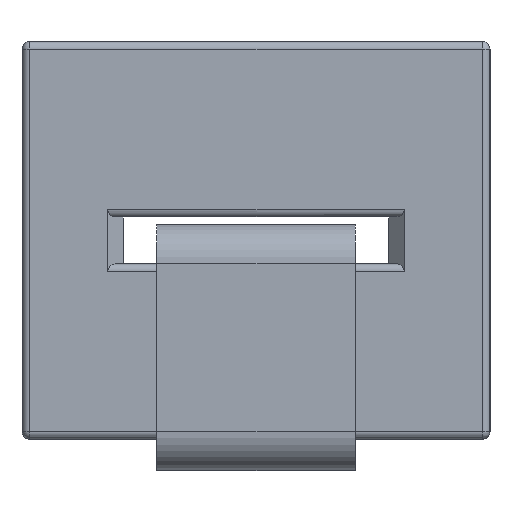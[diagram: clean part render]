
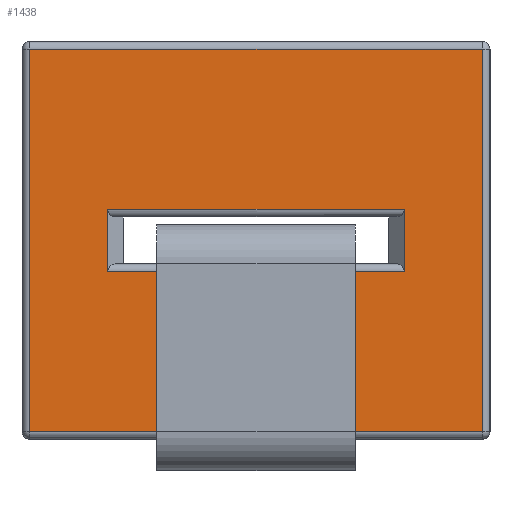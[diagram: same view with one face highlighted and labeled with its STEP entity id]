
A CAD part, left-side view. The second image highlights one B-rep face of the part: STEP entity #1438.
In plain terms, the highlighted planar face has unit normal (-1, 0, 0).
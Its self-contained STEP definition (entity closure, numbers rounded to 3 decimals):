
#127=ORIENTED_EDGE('',*,*,#435,.F.);
#128=ORIENTED_EDGE('',*,*,#429,.F.);
#129=ORIENTED_EDGE('',*,*,#436,.T.);
#130=ORIENTED_EDGE('',*,*,#437,.T.);
#131=ORIENTED_EDGE('',*,*,#438,.F.);
#132=ORIENTED_EDGE('',*,*,#439,.F.);
#133=ORIENTED_EDGE('',*,*,#440,.T.);
#134=ORIENTED_EDGE('',*,*,#441,.T.);
#135=ORIENTED_EDGE('',*,*,#442,.T.);
#136=ORIENTED_EDGE('',*,*,#443,.T.);
#137=ORIENTED_EDGE('',*,*,#444,.T.);
#138=ORIENTED_EDGE('',*,*,#445,.T.);
#429=EDGE_CURVE('',#584,#585,#678,.T.);
#435=EDGE_CURVE('',#585,#588,#680,.T.);
#436=EDGE_CURVE('',#584,#589,#681,.T.);
#437=EDGE_CURVE('',#589,#590,#682,.T.);
#438=EDGE_CURVE('',#591,#590,#683,.T.);
#439=EDGE_CURVE('',#592,#591,#684,.T.);
#440=EDGE_CURVE('',#592,#593,#685,.T.);
#441=EDGE_CURVE('',#593,#594,#686,.T.);
#442=EDGE_CURVE('',#594,#595,#687,.T.);
#443=EDGE_CURVE('',#595,#596,#688,.T.);
#444=EDGE_CURVE('',#596,#597,#689,.T.);
#445=EDGE_CURVE('',#597,#588,#690,.T.);
#584=VERTEX_POINT('',#1966);
#585=VERTEX_POINT('',#1967);
#588=VERTEX_POINT('',#1978);
#589=VERTEX_POINT('',#1980);
#590=VERTEX_POINT('',#1982);
#591=VERTEX_POINT('',#1984);
#592=VERTEX_POINT('',#1986);
#593=VERTEX_POINT('',#1988);
#594=VERTEX_POINT('',#1990);
#595=VERTEX_POINT('',#1992);
#596=VERTEX_POINT('',#1994);
#597=VERTEX_POINT('',#1996);
#678=LINE('',#1965,#783);
#680=LINE('',#1977,#785);
#681=LINE('',#1979,#786);
#682=LINE('',#1981,#787);
#683=LINE('',#1983,#788);
#684=LINE('',#1985,#789);
#685=LINE('',#1987,#790);
#686=LINE('',#1989,#791);
#687=LINE('',#1991,#792);
#688=LINE('',#1993,#793);
#689=LINE('',#1995,#794);
#690=LINE('',#1997,#795);
#783=VECTOR('',#1629,1000.);
#785=VECTOR('',#1643,1000.);
#786=VECTOR('',#1644,1000.);
#787=VECTOR('',#1645,1000.);
#788=VECTOR('',#1646,1000.);
#789=VECTOR('',#1647,1000.);
#790=VECTOR('',#1648,1000.);
#791=VECTOR('',#1649,1000.);
#792=VECTOR('',#1650,1000.);
#793=VECTOR('',#1651,1000.);
#794=VECTOR('',#1652,1000.);
#795=VECTOR('',#1653,1000.);
#879=EDGE_LOOP('',(#127,#128,#129,#130,#131,#132,#133,#134,#135,#136,#137,
#138));
#938=FACE_BOUND('',#879,.T.);
#995=PLANE('',#1508);
#1438=ADVANCED_FACE('',(#938),#995,.F.);
#1508=AXIS2_PLACEMENT_3D('',#1976,#1641,#1642);
#1629=DIRECTION('',(0.,-1.,0.));
#1641=DIRECTION('',(1.,0.,0.));
#1642=DIRECTION('',(0.,0.,-1.));
#1643=DIRECTION('',(0.,0.,-1.));
#1644=DIRECTION('',(0.,0.,-1.));
#1645=DIRECTION('',(0.,-1.,0.));
#1646=DIRECTION('',(0.,0.,-1.));
#1647=DIRECTION('',(0.,-1.,0.));
#1648=DIRECTION('',(0.,0.,-1.));
#1649=DIRECTION('',(0.,-1.,0.));
#1650=DIRECTION('',(0.,0.,-1.));
#1651=DIRECTION('',(0.,1.,0.));
#1652=DIRECTION('',(0.,0.,1.));
#1653=DIRECTION('',(0.,-1.,0.));
#1965=CARTESIAN_POINT('',(-4.25,1.5,1.225));
#1966=CARTESIAN_POINT('',(-4.25,1.45,1.225));
#1967=CARTESIAN_POINT('',(-4.25,0.635,1.225));
#1976=CARTESIAN_POINT('',(-4.25,1.5,1.275));
#1977=CARTESIAN_POINT('',(-4.25,0.635,1.225));
#1978=CARTESIAN_POINT('',(-4.25,0.635,0.2));
#1979=CARTESIAN_POINT('',(-4.25,1.45,1.275));
#1980=CARTESIAN_POINT('',(-4.25,1.45,-1.225));
#1981=CARTESIAN_POINT('',(-4.25,1.5,-1.225));
#1982=CARTESIAN_POINT('',(-4.25,-1.45,-1.225));
#1983=CARTESIAN_POINT('',(-4.25,-1.45,1.275));
#1984=CARTESIAN_POINT('',(-4.25,-1.45,1.225));
#1985=CARTESIAN_POINT('',(-4.25,1.5,1.225));
#1986=CARTESIAN_POINT('',(-4.25,-0.635,1.225));
#1987=CARTESIAN_POINT('',(-4.25,-0.635,1.225));
#1988=CARTESIAN_POINT('',(-4.25,-0.635,0.2));
#1989=CARTESIAN_POINT('',(-4.25,-0.95,0.2));
#1990=CARTESIAN_POINT('',(-4.25,-0.95,0.2));
#1991=CARTESIAN_POINT('',(-4.25,-0.95,-0.15));
#1992=CARTESIAN_POINT('',(-4.25,-0.95,-0.2));
#1993=CARTESIAN_POINT('',(-4.25,0.95,-0.2));
#1994=CARTESIAN_POINT('',(-4.25,0.95,-0.2));
#1995=CARTESIAN_POINT('',(-4.25,0.95,0.15));
#1996=CARTESIAN_POINT('',(-4.25,0.95,0.2));
#1997=CARTESIAN_POINT('',(-4.25,-0.95,0.2));
